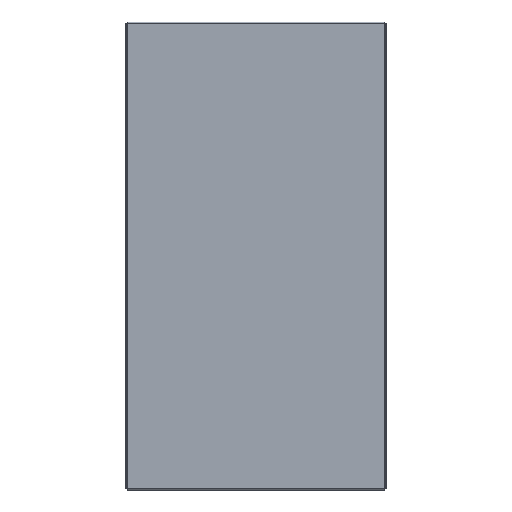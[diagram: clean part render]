
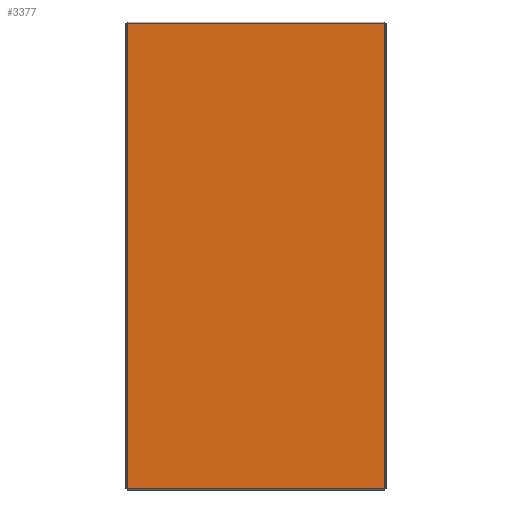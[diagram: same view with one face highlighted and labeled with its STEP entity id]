
A CAD part, front view. The second image highlights one B-rep face of the part: STEP entity #3377.
In plain terms, the highlighted planar face has unit normal (0, -1, 0).
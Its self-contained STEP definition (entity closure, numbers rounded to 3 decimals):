
#6 = EDGE_LOOP ( 'NONE', ( #662, #2198, #3001, #2031 ) ) ;
#29 = CARTESIAN_POINT ( 'NONE',  ( 219.8, -1.2, 397. ) ) ;
#585 = CARTESIAN_POINT ( 'NONE',  ( -219.8, -1.2, -397. ) ) ;
#662 = ORIENTED_EDGE ( 'NONE', *, *, #803, .T. ) ;
#712 = DIRECTION ( 'NONE',  ( 1., 0., 0. ) ) ;
#754 = CARTESIAN_POINT ( 'NONE',  ( 219.8, -1.2, -396.8 ) ) ;
#803 = EDGE_CURVE ( 'NONE', #1467, #1876, #1367, .T. ) ;
#887 = DIRECTION ( 'NONE',  ( 0., 0., -1. ) ) ;
#908 = CARTESIAN_POINT ( 'NONE',  ( -219.8, -1.2, 396.8 ) ) ;
#1237 = LINE ( 'NONE', #585, #1449 ) ;
#1367 = LINE ( 'NONE', #2727, #2146 ) ;
#1449 = VECTOR ( 'NONE', #1732, 1000. ) ;
#1467 = VERTEX_POINT ( 'NONE', #2467 ) ;
#1667 = VECTOR ( 'NONE', #887, 1000. ) ;
#1685 = CARTESIAN_POINT ( 'NONE',  ( 0., -1.2, 0. ) ) ;
#1732 = DIRECTION ( 'NONE',  ( 0., 0., 1. ) ) ;
#1769 = LINE ( 'NONE', #29, #1667 ) ;
#1824 = VERTEX_POINT ( 'NONE', #908 ) ;
#1876 = VERTEX_POINT ( 'NONE', #754 ) ;
#1891 = VECTOR ( 'NONE', #3060, 1000. ) ;
#1921 = AXIS2_PLACEMENT_3D ( 'NONE', #1685, #2510, #2242 ) ;
#2031 = ORIENTED_EDGE ( 'NONE', *, *, #2425, .F. ) ;
#2146 = VECTOR ( 'NONE', #712, 1000. ) ;
#2198 = ORIENTED_EDGE ( 'NONE', *, *, #3025, .F. ) ;
#2242 = DIRECTION ( 'NONE',  ( 0., 0., 1. ) ) ;
#2280 = CARTESIAN_POINT ( 'NONE',  ( 219.8, -1.2, 396.8 ) ) ;
#2425 = EDGE_CURVE ( 'NONE', #1467, #1824, #1237, .T. ) ;
#2464 = VERTEX_POINT ( 'NONE', #2280 ) ;
#2467 = CARTESIAN_POINT ( 'NONE',  ( -219.8, -1.2, -396.8 ) ) ;
#2510 = DIRECTION ( 'NONE',  ( 0., 1., 0. ) ) ;
#2727 = CARTESIAN_POINT ( 'NONE',  ( -219.8, -1.2, -396.8 ) ) ;
#2790 = EDGE_CURVE ( 'NONE', #2464, #1824, #2828, .T. ) ;
#2828 = LINE ( 'NONE', #3606, #1891 ) ;
#3001 = ORIENTED_EDGE ( 'NONE', *, *, #2790, .T. ) ;
#3025 = EDGE_CURVE ( 'NONE', #2464, #1876, #1769, .T. ) ;
#3060 = DIRECTION ( 'NONE',  ( -1., 0., 0. ) ) ;
#3367 = PLANE ( 'NONE',  #1921 ) ;
#3377 = ADVANCED_FACE ( 'NONE', ( #3503 ), #3367, .F. ) ;
#3503 = FACE_OUTER_BOUND ( 'NONE', #6, .T. ) ;
#3606 = CARTESIAN_POINT ( 'NONE',  ( 219.8, -1.2, 396.8 ) ) ;
